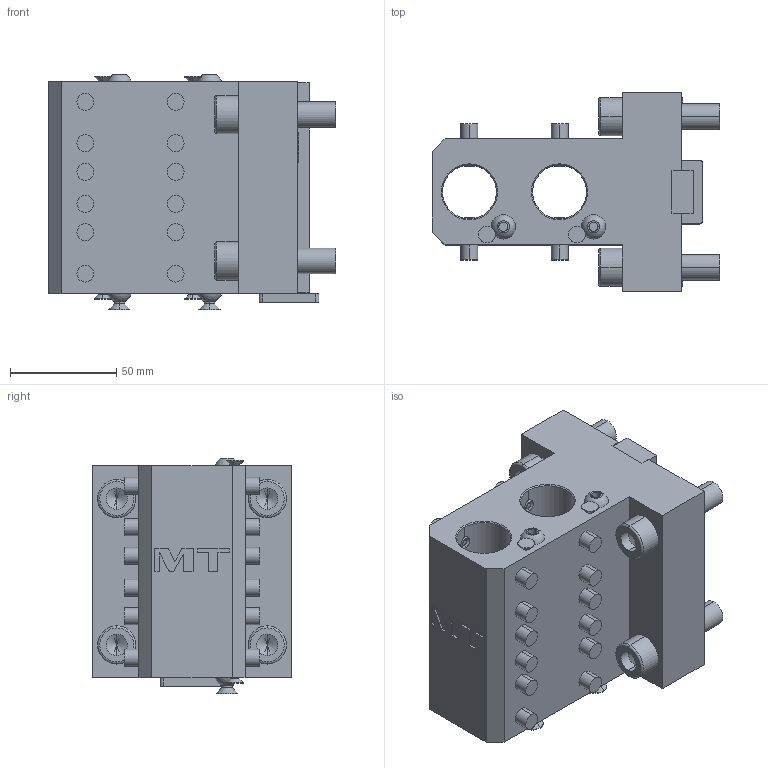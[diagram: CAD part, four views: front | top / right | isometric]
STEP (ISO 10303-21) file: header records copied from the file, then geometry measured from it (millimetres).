
FILE_DESCRIPTION((''),'2;1');
FILE_NAME('NKM0552540_CONF','2023-06-20T08:27:02',('gvalli'),('M.T. srl'),'CREO PARAMETRIC BY PTC INC, 2021072','CREO PARAMETRIC BY PTC INC, 2021072','');
FILE_SCHEMA(('CONFIG_CONTROL_DESIGN'));
Length unit declared in the file: millimetre
Products named in the file (1): NKM0552540_CONF
Bounding box: 135.5 x 94 x 111.1 mm (x, y, z)
Volume: 647352.3 mm3; surface area: 83488.1 mm2
Topology: 1 solids, 1 shells, 373 faces, 823 edges, 500 vertices
Faces by surface type: cylinder 132, cone 124, plane 99, torus 12, sphere 4, extrusion 2
Entity records: 13298 total; most frequent: CARTESIAN_POINT 5015, DIRECTION 1775, ORIENTED_EDGE 1630, EDGE_CURVE 815, AXIS2_PLACEMENT_3D 687, VERTEX_POINT 500, EDGE_LOOP 433, VECTOR 401
